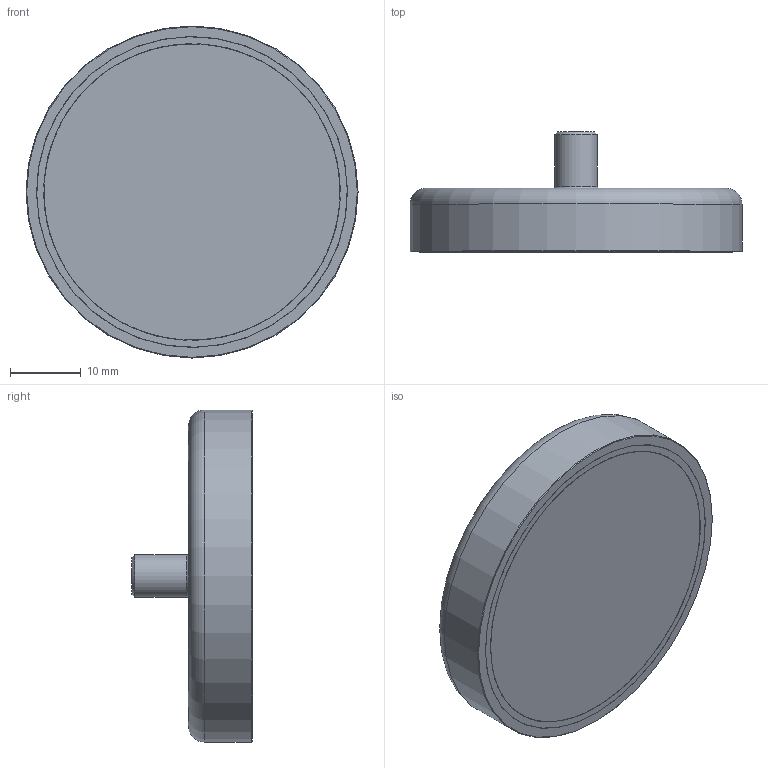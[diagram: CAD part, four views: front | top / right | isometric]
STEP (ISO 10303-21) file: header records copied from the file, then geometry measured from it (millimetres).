
FILE_DESCRIPTION(/* description */ (''),/* implementation_level */ '2;1');
FILE_NAME(/* name */ 'GM16707.stp',/* time_stamp */ '2019-09-27T08:22:08+02:00',/* author */ ('PV'),/* organization */ (''),/* preprocessor_version */ 'ST-DEVELOPER v17.2',/* originating_system */ 'Autodesk Inventor 2019',/* authorisation */ '');
FILE_SCHEMA (('AUTOMOTIVE_DESIGN { 1 0 10303 214 3 1 1 }'));
Length unit declared in the file: millimetre
Products named in the file (4): GM16707; E0122293; E0122295; E0122294
Assembly tree (3 placements, depth 2):
  GM16707
    E0122293
    E0122295
    E0122294
Bounding box: 47 x 17 x 47 mm (x, y, z)
Volume: 15681.9 mm3; surface area: 11793.3 mm2
Topology: 3 solids, 3 shells, 20 faces, 44 edges, 32 vertices
Faces by surface type: plane 8, cylinder 6, torus 4, cone 2
Full cylindrical faces by diameter (mm): 6 x1, 42 x2, 44 x2, 47 x1
Entity records: 738 total; most frequent: DIRECTION 134, CARTESIAN_POINT 103, ORIENTED_EDGE 88, AXIS2_PLACEMENT_3D 63, EDGE_CURVE 44, CIRCLE 36, VERTEX_POINT 32, EDGE_LOOP 24
